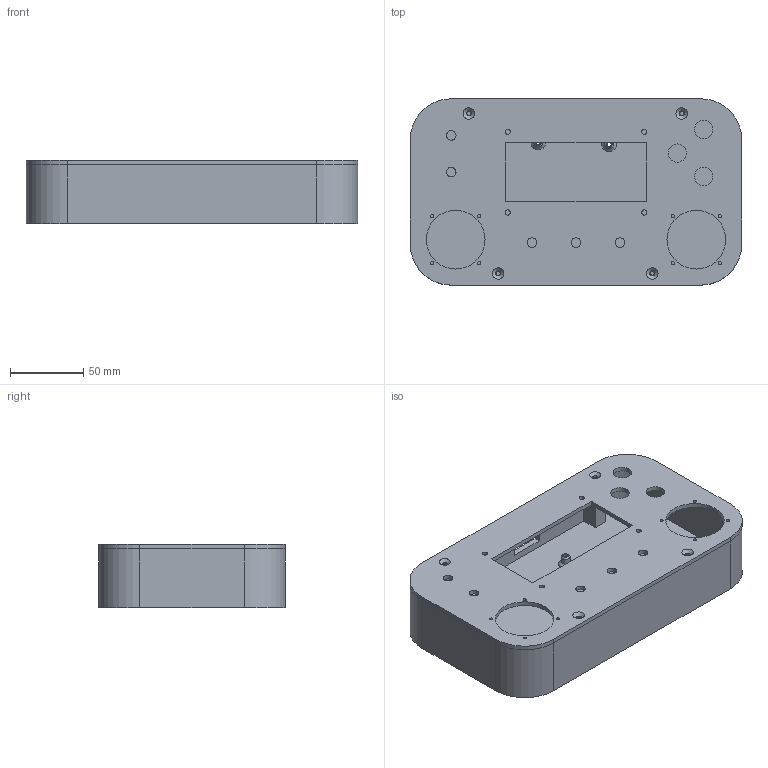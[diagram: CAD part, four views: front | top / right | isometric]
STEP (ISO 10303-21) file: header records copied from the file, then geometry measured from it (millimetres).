
FILE_DESCRIPTION(/* description */ (''),/* implementation_level */ '2;1');
FILE_NAME(/* name */ '12e58aec-b16e-4ada-8551-2cf738c3284f.stp',/* time_stamp */ '2020-02-13T16:24:11+00:00',/* author */ (''),/* organization */ (''),/* preprocessor_version */ 'ST-DEVELOPER v18',/* originating_system */ 'Autodesk Translation Framework v8.12.0.6',/* authorisation */ '');
FILE_SCHEMA (('AUTOMOTIVE_DESIGN { 1 0 10303 214 3 1 1 }'));
Length unit declared in the file: millimetre
Products named in the file (1): Remote
Bounding box: 226 x 127 x 43 mm (x, y, z)
Volume: 282882.7 mm3; surface area: 155463.8 mm2
Topology: 2 solids, 2 shells, 111 faces, 282 edges, 184 vertices
Faces by surface type: cylinder 50, plane 49, cone 12
Full cylindrical faces by diameter (mm): 2.1 x8, 2.8 x8, 3.5 x4, 3.8 x4, 6 x4, 6.5 x5, 12.5 x3, 40 x2
Entity records: 3539 total; most frequent: DIRECTION 618, CARTESIAN_POINT 578, ORIENTED_EDGE 564, EDGE_CURVE 282, AXIS2_PLACEMENT_3D 224, EDGE_LOOP 184, VERTEX_POINT 184, LINE 170
